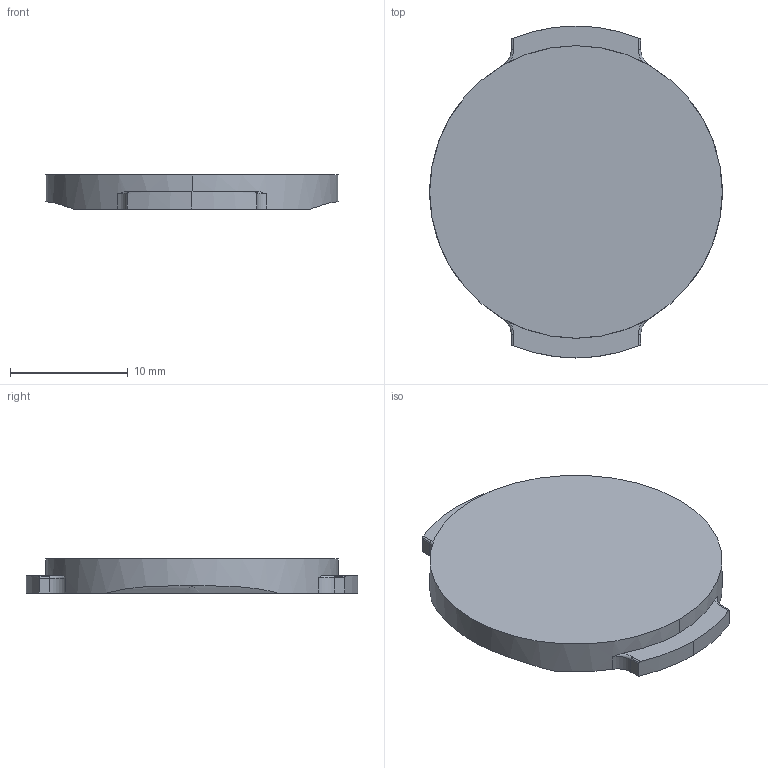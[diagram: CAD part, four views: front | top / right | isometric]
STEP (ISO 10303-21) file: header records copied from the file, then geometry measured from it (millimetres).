
FILE_DESCRIPTION(('STEP AP214'),'1');
FILE_NAME('Garmin quarter turn bayonet.stp','2020-11-18T14:47:01',('Paul Barnard'),(''),'Spatial InterOp 3D',' ',' ');
FILE_SCHEMA(('AUTOMOTIVE_DESIGN { 1 0 10303 214 1 1 1 1 }'));
Length unit declared in the file: inch
Products named in the file (1): Part_25690
Bounding box: 24.85 x 28.2 x 2.89 mm (x, y, z)
Volume: 1403.5 mm3; surface area: 1275.1 mm2
Topology: 1 solids, 1 shells, 50 faces, 134 edges, 86 vertices
Faces by surface type: cylinder 24, plane 20, torus 4, bspline 2
Entity records: 2322 total; most frequent: CARTESIAN_POINT 656, ORIENTED_EDGE 264, DIRECTION 260, EDGE_CURVE 132, AXIS2_PLACEMENT_3D 101, VERTEX_POINT 86, LINE 58, VECTOR 58
